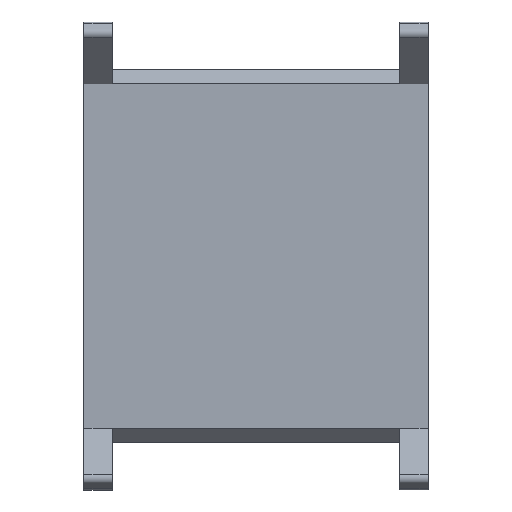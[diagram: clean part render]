
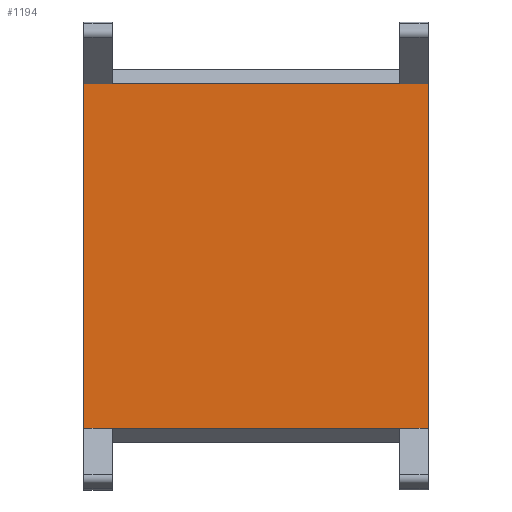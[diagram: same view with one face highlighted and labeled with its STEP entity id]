
A CAD part, top view. The second image highlights one B-rep face of the part: STEP entity #1194.
In plain terms, the highlighted planar face has unit normal (0, 0, 1).
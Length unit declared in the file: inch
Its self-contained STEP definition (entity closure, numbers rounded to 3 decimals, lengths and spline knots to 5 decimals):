
#43 = CARTESIAN_POINT ( 'NONE',  ( 5.5, 6., 0.5 ) ) ;
#78 = VERTEX_POINT ( 'NONE', #1231 ) ;
#125 = VECTOR ( 'NONE', #557, 39.37008 ) ;
#144 = DIRECTION ( 'NONE',  ( -1., 0., 0. ) ) ;
#183 = VERTEX_POINT ( 'NONE', #1247 ) ;
#187 = ORIENTED_EDGE ( 'NONE', *, *, #1275, .T. ) ;
#228 = LINE ( 'NONE', #322, #365 ) ;
#250 = FACE_OUTER_BOUND ( 'NONE', #910, .T. ) ;
#257 = VERTEX_POINT ( 'NONE', #43 ) ;
#262 = CARTESIAN_POINT ( 'NONE',  ( 0.5, 0., 0.5 ) ) ;
#271 = VERTEX_POINT ( 'NONE', #1267 ) ;
#286 = CARTESIAN_POINT ( 'NONE',  ( 0., 0., 0.5 ) ) ;
#322 = CARTESIAN_POINT ( 'NONE',  ( 0., 6., 0.5 ) ) ;
#327 = ORIENTED_EDGE ( 'NONE', *, *, #623, .T. ) ;
#328 = DIRECTION ( 'NONE',  ( -1., 0., 0. ) ) ;
#329 = VERTEX_POINT ( 'NONE', #262 ) ;
#346 = EDGE_CURVE ( 'NONE', #271, #329, #1116, .T. ) ;
#365 = VECTOR ( 'NONE', #436, 39.37008 ) ;
#387 = LINE ( 'NONE', #1169, #125 ) ;
#388 = CARTESIAN_POINT ( 'NONE',  ( 0., 6., 0.5 ) ) ;
#425 = VECTOR ( 'NONE', #144, 39.37008 ) ;
#436 = DIRECTION ( 'NONE',  ( -1., 0., 0. ) ) ;
#498 = DIRECTION ( 'NONE',  ( 0., -1., 0. ) ) ;
#514 = CARTESIAN_POINT ( 'NONE',  ( 6., 0., 0.5 ) ) ;
#532 = PLANE ( 'NONE',  #669 ) ;
#557 = DIRECTION ( 'NONE',  ( 1., 0., 0. ) ) ;
#613 = CARTESIAN_POINT ( 'NONE',  ( 0., 0., 0.5 ) ) ;
#623 = EDGE_CURVE ( 'NONE', #1144, #183, #1198, .T. ) ;
#632 = VECTOR ( 'NONE', #498, 39.37008 ) ;
#641 = CARTESIAN_POINT ( 'NONE',  ( 0., 0., 0.5 ) ) ;
#657 = CARTESIAN_POINT ( 'NONE',  ( 0.5, 6., 0.5 ) ) ;
#669 = AXIS2_PLACEMENT_3D ( 'NONE', #949, #1050, #1160 ) ;
#672 = VERTEX_POINT ( 'NONE', #388 ) ;
#703 = EDGE_CURVE ( 'NONE', #672, #1236, #1010, .T. ) ;
#724 = ORIENTED_EDGE ( 'NONE', *, *, #1281, .T. ) ;
#770 = CARTESIAN_POINT ( 'NONE',  ( 0.5, 0., 0.5 ) ) ;
#791 = CARTESIAN_POINT ( 'NONE',  ( 6., 0., 0.5 ) ) ;
#795 = VECTOR ( 'NONE', #1092, 39.37008 ) ;
#834 = EDGE_CURVE ( 'NONE', #78, #672, #946, .T. ) ;
#851 = VECTOR ( 'NONE', #892, 39.37008 ) ;
#869 = EDGE_CURVE ( 'NONE', #183, #257, #228, .T. ) ;
#876 = ORIENTED_EDGE ( 'NONE', *, *, #346, .F. ) ;
#892 = DIRECTION ( 'NONE',  ( -1., 0., 0. ) ) ;
#910 = EDGE_LOOP ( 'NONE', ( #1062, #1154, #876, #187, #327, #927, #724, #1058 ) ) ;
#927 = ORIENTED_EDGE ( 'NONE', *, *, #869, .T. ) ;
#946 = LINE ( 'NONE', #1052, #1099 ) ;
#949 = CARTESIAN_POINT ( 'NONE',  ( 0., 0., 0.5 ) ) ;
#982 = LINE ( 'NONE', #657, #425 ) ;
#1010 = LINE ( 'NONE', #613, #632 ) ;
#1018 = EDGE_CURVE ( 'NONE', #1236, #329, #1196, .T. ) ;
#1050 = DIRECTION ( 'NONE',  ( 0., 0., -1. ) ) ;
#1052 = CARTESIAN_POINT ( 'NONE',  ( 0., 6., 0.5 ) ) ;
#1058 = ORIENTED_EDGE ( 'NONE', *, *, #834, .T. ) ;
#1062 = ORIENTED_EDGE ( 'NONE', *, *, #703, .T. ) ;
#1092 = DIRECTION ( 'NONE',  ( 0., 1., 0. ) ) ;
#1099 = VECTOR ( 'NONE', #328, 39.37008 ) ;
#1116 = LINE ( 'NONE', #770, #851 ) ;
#1144 = VERTEX_POINT ( 'NONE', #514 ) ;
#1154 = ORIENTED_EDGE ( 'NONE', *, *, #1018, .T. ) ;
#1160 = DIRECTION ( 'NONE',  ( -1., 0., 0. ) ) ;
#1169 = CARTESIAN_POINT ( 'NONE',  ( 0., 0., 0.5 ) ) ;
#1181 = VECTOR ( 'NONE', #1205, 39.37008 ) ;
#1194 = ADVANCED_FACE ( 'NONE', ( #250 ), #532, .F. ) ;
#1196 = LINE ( 'NONE', #286, #1181 ) ;
#1198 = LINE ( 'NONE', #791, #795 ) ;
#1205 = DIRECTION ( 'NONE',  ( 1., 0., 0. ) ) ;
#1231 = CARTESIAN_POINT ( 'NONE',  ( 0.5, 6., 0.5 ) ) ;
#1236 = VERTEX_POINT ( 'NONE', #641 ) ;
#1247 = CARTESIAN_POINT ( 'NONE',  ( 6., 6., 0.5 ) ) ;
#1267 = CARTESIAN_POINT ( 'NONE',  ( 5.5, 0., 0.5 ) ) ;
#1275 = EDGE_CURVE ( 'NONE', #271, #1144, #387, .T. ) ;
#1281 = EDGE_CURVE ( 'NONE', #257, #78, #982, .T. ) ;
